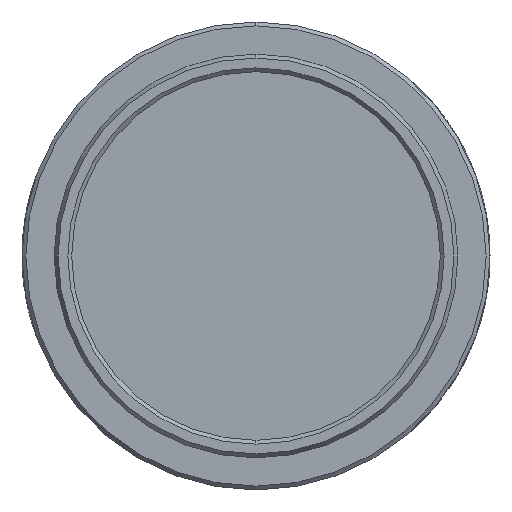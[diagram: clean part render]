
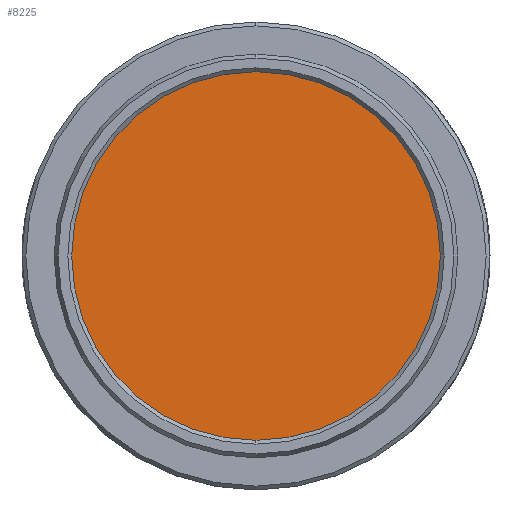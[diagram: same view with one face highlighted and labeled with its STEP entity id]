
A CAD part, left-side view. The second image highlights one B-rep face of the part: STEP entity #8225.
In plain terms, the highlighted planar face has unit normal (-1, 0, 0).
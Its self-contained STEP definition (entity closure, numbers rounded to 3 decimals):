
#820 = AXIS2_PLACEMENT_3D ( 'NONE', #7608, #5461, #8294 ) ;
#1114 = PLANE ( 'NONE',  #820 ) ;
#1678 = EDGE_CURVE ( 'NONE', #7606, #3296, #8099, .T. ) ;
#1854 = ORIENTED_EDGE ( 'NONE', *, *, #2332, .F. ) ;
#2332 = EDGE_CURVE ( 'NONE', #3296, #7606, #8206, .T. ) ;
#2638 = AXIS2_PLACEMENT_3D ( 'NONE', #6812, #6783, #8982 ) ;
#3133 = AXIS2_PLACEMENT_3D ( 'NONE', #5195, #5262, #6030 ) ;
#3296 = VERTEX_POINT ( 'NONE', #5302 ) ;
#4001 = FACE_OUTER_BOUND ( 'NONE', #5457, .T. ) ;
#5195 = CARTESIAN_POINT ( 'NONE',  ( -7.62, 0., 0. ) ) ;
#5262 = DIRECTION ( 'NONE',  ( 1., 0., 0. ) ) ;
#5302 = CARTESIAN_POINT ( 'NONE',  ( -7.62, -10.739, -6.78 ) ) ;
#5457 = EDGE_LOOP ( 'NONE', ( #1854, #7618 ) ) ;
#5461 = DIRECTION ( 'NONE',  ( 1., 0., 0. ) ) ;
#6030 = DIRECTION ( 'NONE',  ( 0., -0.846, -0.534 ) ) ;
#6783 = DIRECTION ( 'NONE',  ( 1., 0., 0. ) ) ;
#6812 = CARTESIAN_POINT ( 'NONE',  ( -7.62, 0., 0. ) ) ;
#7606 = VERTEX_POINT ( 'NONE', #8953 ) ;
#7608 = CARTESIAN_POINT ( 'NONE',  ( -7.62, 0., 0. ) ) ;
#7618 = ORIENTED_EDGE ( 'NONE', *, *, #1678, .F. ) ;
#8099 = CIRCLE ( 'NONE', #3133, 12.7 ) ;
#8206 = CIRCLE ( 'NONE', #2638, 12.7 ) ;
#8225 = ADVANCED_FACE ( 'NONE', ( #4001 ), #1114, .F. ) ;
#8294 = DIRECTION ( 'NONE',  ( 0., -0.846, -0.534 ) ) ;
#8953 = CARTESIAN_POINT ( 'NONE',  ( -7.62, 10.739, 6.78 ) ) ;
#8982 = DIRECTION ( 'NONE',  ( 0., -0.846, -0.534 ) ) ;
